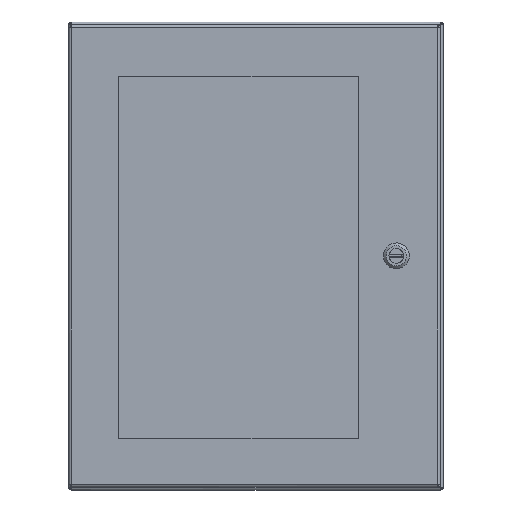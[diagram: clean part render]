
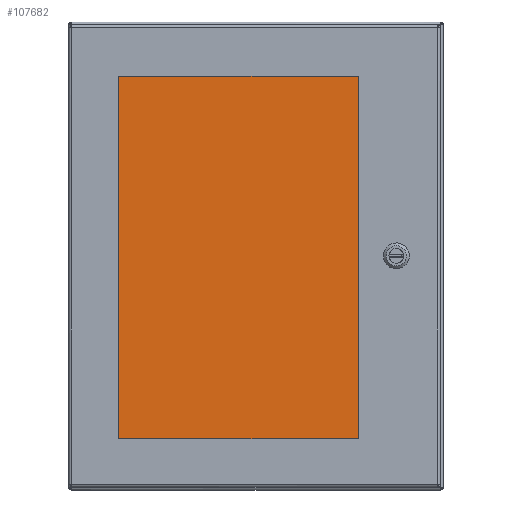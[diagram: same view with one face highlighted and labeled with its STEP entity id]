
A CAD part, top view. The second image highlights one B-rep face of the part: STEP entity #107682.
In plain terms, the highlighted planar face has unit normal (0, 0, 1).
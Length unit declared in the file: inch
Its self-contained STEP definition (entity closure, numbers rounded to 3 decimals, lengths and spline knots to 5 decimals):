
#1879 = VERTEX_POINT ( 'NONE', #2041 ) ;
#1970 = EDGE_CURVE ( 'NONE', #69067, #13470, #85959, .T. ) ;
#2041 = CARTESIAN_POINT ( 'NONE',  ( 1.625, 1.6875, 6.8435 ) ) ;
#2138 = LINE ( 'NONE', #40606, #24342 ) ;
#2407 = CARTESIAN_POINT ( 'NONE',  ( 1.625, 18.1875, 6.8435 ) ) ;
#4288 = DIRECTION ( 'NONE',  ( 1., 0., 0. ) ) ;
#5297 = CARTESIAN_POINT ( 'NONE',  ( 1.625, 1.6875, 6.8435 ) ) ;
#11776 = DIRECTION ( 'NONE',  ( -1., 0., 0. ) ) ;
#13300 = DIRECTION ( 'NONE',  ( 0., 1., 0. ) ) ;
#13470 = VERTEX_POINT ( 'NONE', #51774 ) ;
#13726 = CARTESIAN_POINT ( 'NONE',  ( 7.25, 9.9375, 6.8435 ) ) ;
#18506 = EDGE_LOOP ( 'NONE', ( #27748, #51109, #95599, #25431 ) ) ;
#23665 = VECTOR ( 'NONE', #11776, 39.37008 ) ;
#24342 = VECTOR ( 'NONE', #89570, 39.37008 ) ;
#25431 = ORIENTED_EDGE ( 'NONE', *, *, #100617, .F. ) ;
#27748 = ORIENTED_EDGE ( 'NONE', *, *, #48944, .F. ) ;
#29457 = CARTESIAN_POINT ( 'NONE',  ( 1.625, 18.1875, 6.8435 ) ) ;
#40606 = CARTESIAN_POINT ( 'NONE',  ( 12.875, 18.1875, 6.8435 ) ) ;
#43235 = VERTEX_POINT ( 'NONE', #77723 ) ;
#48944 = EDGE_CURVE ( 'NONE', #13470, #43235, #2138, .T. ) ;
#51109 = ORIENTED_EDGE ( 'NONE', *, *, #1970, .F. ) ;
#51774 = CARTESIAN_POINT ( 'NONE',  ( 12.875, 18.1875, 6.8435 ) ) ;
#54629 = PLANE ( 'NONE',  #65501 ) ;
#60534 = VECTOR ( 'NONE', #13300, 39.37008 ) ;
#62164 = CARTESIAN_POINT ( 'NONE',  ( 12.875, 1.6875, 6.8435 ) ) ;
#65501 = AXIS2_PLACEMENT_3D ( 'NONE', #13726, #87902, #4288 ) ;
#69067 = VERTEX_POINT ( 'NONE', #29457 ) ;
#76554 = DIRECTION ( 'NONE',  ( 1., 0., 0. ) ) ;
#77723 = CARTESIAN_POINT ( 'NONE',  ( 12.875, 1.6875, 6.8435 ) ) ;
#82467 = LINE ( 'NONE', #62164, #23665 ) ;
#85959 = LINE ( 'NONE', #2407, #105482 ) ;
#87902 = DIRECTION ( 'NONE',  ( 0., 0., 1. ) ) ;
#89570 = DIRECTION ( 'NONE',  ( 0., -1., 0. ) ) ;
#91878 = LINE ( 'NONE', #5297, #60534 ) ;
#94835 = EDGE_CURVE ( 'NONE', #1879, #69067, #91878, .T. ) ;
#95599 = ORIENTED_EDGE ( 'NONE', *, *, #94835, .F. ) ;
#100617 = EDGE_CURVE ( 'NONE', #43235, #1879, #82467, .T. ) ;
#105482 = VECTOR ( 'NONE', #76554, 39.37008 ) ;
#105775 = FACE_OUTER_BOUND ( 'NONE', #18506, .T. ) ;
#107682 = ADVANCED_FACE ( 'NONE', ( #105775 ), #54629, .T. ) ;
